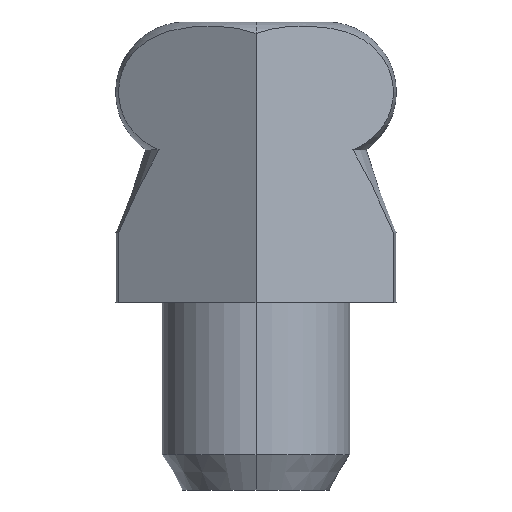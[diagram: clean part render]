
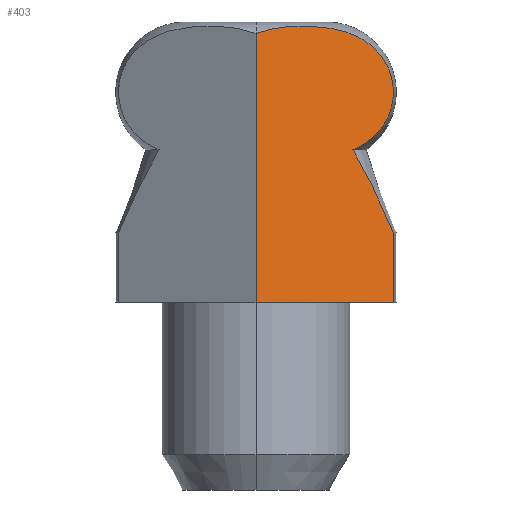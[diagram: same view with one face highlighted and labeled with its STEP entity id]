
A CAD part, front view. The second image highlights one B-rep face of the part: STEP entity #403.
In plain terms, the highlighted planar face has unit normal (0.5, -0.866, 0).
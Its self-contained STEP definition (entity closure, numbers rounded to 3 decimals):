
#2 = CARTESIAN_POINT ( 'NONE',  ( 3.927, -2.371, 11.551 ) ) ;
#23 = ORIENTED_EDGE ( 'NONE', *, *, #197, .T. ) ;
#40 = CARTESIAN_POINT ( 'NONE',  ( 5.868, -1.25, 0. ) ) ;
#50 = LINE ( 'NONE', #349, #529 ) ;
#52 = CARTESIAN_POINT ( 'NONE',  ( 5.36, -1.544, 7.449 ) ) ;
#54 = EDGE_CURVE ( 'NONE', #278, #563, #50, .T. ) ;
#57 = CARTESIAN_POINT ( 'NONE',  ( 5.868, -1.25, 9.127 ) ) ;
#76 = CARTESIAN_POINT ( 'NONE',  ( 2.901, -2.963, 11.784 ) ) ;
#81 = CARTESIAN_POINT ( 'NONE',  ( 4.7, -1.925, 11.173 ) ) ;
#114 = DIRECTION ( 'NONE',  ( 0.866, 0.5, 0. ) ) ;
#121 = B_SPLINE_CURVE_WITH_KNOTS ( 'NONE', 3,
 ( #404, #750, #407, #754, #577, #52, #289, #230, #461, #640, #125, #354, #57, #223, #453, #399, #195, #592, #647, #721, #413, #81, #364, #651, #2, #246, #76, #357, #250, #643, #236, #371 ),
 .UNSPECIFIED., .F., .F.,
 ( 4, 2, 2, 2, 2, 2, 2, 2, 2, 2, 2, 2, 2, 2, 2, 4 ),
 ( 0., 0.001, 0.001, 0.002, 0.003, 0.003, 0.004, 0.004, 0.004, 0.005, 0.006, 0.006, 0.007, 0.009, 0.01, 0.012 ),
 .UNSPECIFIED. ) ;
#125 = CARTESIAN_POINT ( 'NONE',  ( 5.86, -1.255, 8.764 ) ) ;
#167 = DIRECTION ( 'NONE',  ( 0., 0., 1. ) ) ;
#168 = CARTESIAN_POINT ( 'NONE',  ( -0.992, -5.211, 0. ) ) ;
#169 = FACE_OUTER_BOUND ( 'NONE', #370, .T. ) ;
#182 = ORIENTED_EDGE ( 'NONE', *, *, #759, .T. ) ;
#195 = CARTESIAN_POINT ( 'NONE',  ( 5.731, -1.329, 9.837 ) ) ;
#197 = EDGE_CURVE ( 'NONE', #662, #483, #462, .T. ) ;
#223 = CARTESIAN_POINT ( 'NONE',  ( 5.845, -1.264, 9.368 ) ) ;
#230 = CARTESIAN_POINT ( 'NONE',  ( 5.703, -1.346, 8.062 ) ) ;
#235 = ORIENTED_EDGE ( 'NONE', *, *, #675, .T. ) ;
#236 = CARTESIAN_POINT ( 'NONE',  ( 0.401, -4.407, 11.664 ) ) ;
#238 = AXIS2_PLACEMENT_3D ( 'NONE', #400, #467, #114 ) ;
#246 = CARTESIAN_POINT ( 'NONE',  ( 3.321, -2.721, 11.727 ) ) ;
#250 = CARTESIAN_POINT ( 'NONE',  ( 1.65, -3.685, 11.827 ) ) ;
#258 = LINE ( 'NONE', #472, #422 ) ;
#278 = VERTEX_POINT ( 'NONE', #489 ) ;
#284 = LINE ( 'NONE', #168, #705 ) ;
#289 = CARTESIAN_POINT ( 'NONE',  ( 5.491, -1.468, 7.638 ) ) ;
#303 = ORIENTED_EDGE ( 'NONE', *, *, #54, .F. ) ;
#349 = CARTESIAN_POINT ( 'NONE',  ( 0., -4.638, -8. ) ) ;
#354 = CARTESIAN_POINT ( 'NONE',  ( 5.871, -1.248, 9.006 ) ) ;
#357 = CARTESIAN_POINT ( 'NONE',  ( 2.067, -3.445, 11.833 ) ) ;
#364 = CARTESIAN_POINT ( 'NONE',  ( 4.514, -2.032, 11.288 ) ) ;
#370 = EDGE_LOOP ( 'NONE', ( #235, #568, #23, #182, #303 ) ) ;
#371 = CARTESIAN_POINT ( 'NONE',  ( 0., -4.638, 11.513 ) ) ;
#373 = CARTESIAN_POINT ( 'NONE',  ( 5.868, -1.25, 3. ) ) ;
#399 = CARTESIAN_POINT ( 'NONE',  ( 5.768, -1.308, 9.723 ) ) ;
#400 = CARTESIAN_POINT ( 'NONE',  ( 5.868, -1.25, -8. ) ) ;
#403 = ADVANCED_FACE ( 'NONE', ( #169 ), #585, .T. ) ;
#404 = CARTESIAN_POINT ( 'NONE',  ( 4.143, -2.246, 6.537 ) ) ;
#407 = CARTESIAN_POINT ( 'NONE',  ( 4.53, -2.022, 6.721 ) ) ;
#413 = CARTESIAN_POINT ( 'NONE',  ( 5.044, -1.726, 10.9 ) ) ;
#422 = VECTOR ( 'NONE', #652, 1000. ) ;
#431 = EDGE_CURVE ( 'NONE', #602, #662, #258, .T. ) ;
#443 = CARTESIAN_POINT ( 'NONE',  ( 0., -4.638, 11.513 ) ) ;
#453 = CARTESIAN_POINT ( 'NONE',  ( 5.824, -1.275, 9.489 ) ) ;
#461 = CARTESIAN_POINT ( 'NONE',  ( 5.779, -1.301, 8.287 ) ) ;
#462 = B_SPLINE_CURVE_WITH_KNOTS ( 'NONE', 3,
 ( #373, #661, #666, #727, #671, #482 ),
 .UNSPECIFIED., .F., .F.,
 ( 4, 2, 4 ),
 ( 0.005, 0.007, 0.009 ),
 .UNSPECIFIED. ) ;
#467 = DIRECTION ( 'NONE',  ( 0.5, -0.866, 0. ) ) ;
#472 = CARTESIAN_POINT ( 'NONE',  ( 5.868, -1.25, -8. ) ) ;
#482 = CARTESIAN_POINT ( 'NONE',  ( 4.143, -2.246, 6.537 ) ) ;
#483 = VERTEX_POINT ( 'NONE', #497 ) ;
#489 = CARTESIAN_POINT ( 'NONE',  ( 0., -4.638, 0. ) ) ;
#497 = CARTESIAN_POINT ( 'NONE',  ( 4.143, -2.246, 6.537 ) ) ;
#516 = DIRECTION ( 'NONE',  ( 0.866, 0.5, 0. ) ) ;
#529 = VECTOR ( 'NONE', #167, 1000. ) ;
#563 = VERTEX_POINT ( 'NONE', #443 ) ;
#568 = ORIENTED_EDGE ( 'NONE', *, *, #431, .T. ) ;
#577 = CARTESIAN_POINT ( 'NONE',  ( 5.057, -1.718, 7.111 ) ) ;
#585 = PLANE ( 'NONE',  #238 ) ;
#592 = CARTESIAN_POINT ( 'NONE',  ( 5.6, -1.405, 10.167 ) ) ;
#602 = VERTEX_POINT ( 'NONE', #40 ) ;
#635 = CARTESIAN_POINT ( 'NONE',  ( 5.868, -1.25, 3. ) ) ;
#640 = CARTESIAN_POINT ( 'NONE',  ( 5.846, -1.263, 8.642 ) ) ;
#643 = CARTESIAN_POINT ( 'NONE',  ( 0.819, -4.165, 11.743 ) ) ;
#647 = CARTESIAN_POINT ( 'NONE',  ( 5.482, -1.473, 10.374 ) ) ;
#651 = CARTESIAN_POINT ( 'NONE',  ( 4.126, -2.256, 11.478 ) ) ;
#652 = DIRECTION ( 'NONE',  ( 0., 0., 1. ) ) ;
#661 = CARTESIAN_POINT ( 'NONE',  ( 5.61, -1.399, 3.609 ) ) ;
#662 = VERTEX_POINT ( 'NONE', #635 ) ;
#666 = CARTESIAN_POINT ( 'NONE',  ( 5.343, -1.554, 4.213 ) ) ;
#671 = CARTESIAN_POINT ( 'NONE',  ( 4.478, -2.053, 5.98 ) ) ;
#675 = EDGE_CURVE ( 'NONE', #278, #602, #284, .T. ) ;
#705 = VECTOR ( 'NONE', #516, 1000. ) ;
#721 = CARTESIAN_POINT ( 'NONE',  ( 5.206, -1.633, 10.738 ) ) ;
#727 = CARTESIAN_POINT ( 'NONE',  ( 4.776, -1.881, 5.398 ) ) ;
#750 = CARTESIAN_POINT ( 'NONE',  ( 4.341, -2.132, 6.62 ) ) ;
#754 = CARTESIAN_POINT ( 'NONE',  ( 4.888, -1.816, 6.965 ) ) ;
#759 = EDGE_CURVE ( 'NONE', #483, #563, #121, .T. ) ;
